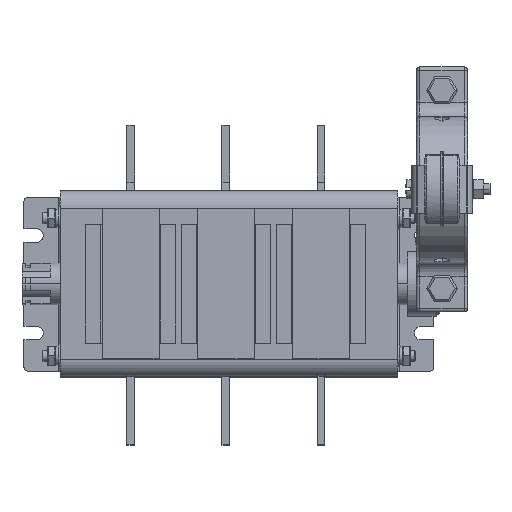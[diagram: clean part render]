
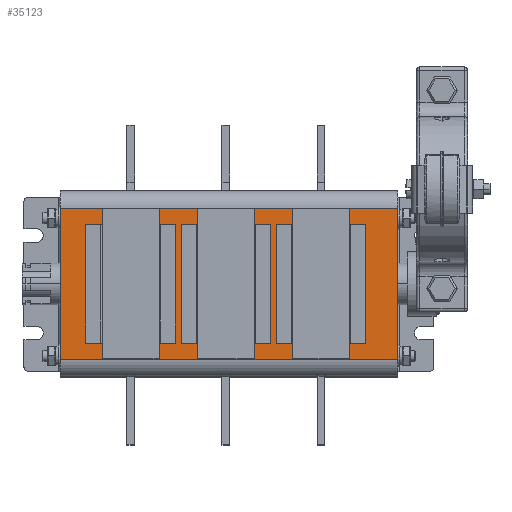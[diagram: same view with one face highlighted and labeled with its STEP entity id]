
A CAD part, top view. The second image highlights one B-rep face of the part: STEP entity #35123.
In plain terms, the highlighted planar face has unit normal (0, 0, 1).
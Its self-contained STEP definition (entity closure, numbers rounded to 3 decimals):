
#4 = VECTOR ( 'NONE', #30502, 1000. ) ;
#400 = CARTESIAN_POINT ( 'NONE',  ( -24.6, 30.5, 148.95 ) ) ;
#603 = VERTEX_POINT ( 'NONE', #26037 ) ;
#895 = VERTEX_POINT ( 'NONE', #14430 ) ;
#1202 = EDGE_CURVE ( 'NONE', #20465, #15552, #2325, .T. ) ;
#1248 = VERTEX_POINT ( 'NONE', #1918 ) ;
#1507 = FACE_OUTER_BOUND ( 'NONE', #37047, .T. ) ;
#1680 = VERTEX_POINT ( 'NONE', #400 ) ;
#1918 = CARTESIAN_POINT ( 'NONE',  ( 21.4, 30.5, 148.95 ) ) ;
#2104 = LINE ( 'NONE', #26971, #7839 ) ;
#2325 = LINE ( 'NONE', #30211, #18684 ) ;
#2344 = EDGE_CURVE ( 'NONE', #1680, #895, #11550, .T. ) ;
#2516 = ORIENTED_EDGE ( 'NONE', *, *, #10287, .F. ) ;
#2754 = VECTOR ( 'NONE', #24410, 1000. ) ;
#3195 = CARTESIAN_POINT ( 'NONE',  ( 21.4, -30.5, 148.95 ) ) ;
#3531 = VECTOR ( 'NONE', #14977, 1000. ) ;
#3904 = LINE ( 'NONE', #31215, #23916 ) ;
#4065 = CARTESIAN_POINT ( 'NONE',  ( -73.6, 30.5, 148.95 ) ) ;
#4199 = LINE ( 'NONE', #16432, #6419 ) ;
#4912 = CARTESIAN_POINT ( 'NONE',  ( 86.9, -47.9, 148.95 ) ) ;
#5202 = EDGE_LOOP ( 'NONE', ( #2516, #31790, #26555, #33756 ) ) ;
#5342 = AXIS2_PLACEMENT_3D ( 'NONE', #26180, #13751, #21560 ) ;
#5488 = ORIENTED_EDGE ( 'NONE', *, *, #34912, .F. ) ;
#5744 = LINE ( 'NONE', #27216, #2754 ) ;
#6419 = VECTOR ( 'NONE', #10801, 1000. ) ;
#7014 = VECTOR ( 'NONE', #27999, 1000. ) ;
#7839 = VECTOR ( 'NONE', #29603, 1000. ) ;
#8126 = FACE_BOUND ( 'NONE', #5202, .T. ) ;
#8452 = VECTOR ( 'NONE', #29807, 1000. ) ;
#8948 = VECTOR ( 'NONE', #11500, 1000. ) ;
#9316 = VECTOR ( 'NONE', #25501, 1000. ) ;
#9344 = LINE ( 'NONE', #37448, #23270 ) ;
#9887 = DIRECTION ( 'NONE',  ( 1., 0., 0. ) ) ;
#9925 = ORIENTED_EDGE ( 'NONE', *, *, #35314, .F. ) ;
#10287 = EDGE_CURVE ( 'NONE', #15096, #10720, #5744, .T. ) ;
#10327 = EDGE_CURVE ( 'NONE', #29246, #1248, #9344, .T. ) ;
#10707 = DIRECTION ( 'NONE',  ( -1., 0., 0. ) ) ;
#10720 = VERTEX_POINT ( 'NONE', #4065 ) ;
#10801 = DIRECTION ( 'NONE',  ( -1., 0., 0. ) ) ;
#11002 = VERTEX_POINT ( 'NONE', #39539 ) ;
#11032 = CARTESIAN_POINT ( 'NONE',  ( 24.4, -30.5, 148.95 ) ) ;
#11360 = ORIENTED_EDGE ( 'NONE', *, *, #24660, .F. ) ;
#11366 = ORIENTED_EDGE ( 'NONE', *, *, #29969, .T. ) ;
#11377 = LINE ( 'NONE', #23624, #21341 ) ;
#11495 = VECTOR ( 'NONE', #10707, 1000. ) ;
#11500 = DIRECTION ( 'NONE',  ( 0., 1., 0. ) ) ;
#11550 = LINE ( 'NONE', #33052, #3531 ) ;
#13568 = CARTESIAN_POINT ( 'NONE',  ( -86.9, -38.9, 148.95 ) ) ;
#13751 = DIRECTION ( 'NONE',  ( 0., 0., -1. ) ) ;
#14137 = LINE ( 'NONE', #26379, #11495 ) ;
#14430 = CARTESIAN_POINT ( 'NONE',  ( -24.6, -30.5, 148.95 ) ) ;
#14906 = CARTESIAN_POINT ( 'NONE',  ( 70.4, 30.5, 148.95 ) ) ;
#14942 = CARTESIAN_POINT ( 'NONE',  ( 24.4, 30.5, 148.95 ) ) ;
#14977 = DIRECTION ( 'NONE',  ( 0., -1., 0. ) ) ;
#15018 = EDGE_CURVE ( 'NONE', #23606, #11002, #25357, .T. ) ;
#15096 = VERTEX_POINT ( 'NONE', #20125 ) ;
#15477 = EDGE_CURVE ( 'NONE', #10720, #23606, #16265, .T. ) ;
#15552 = VERTEX_POINT ( 'NONE', #11032 ) ;
#16265 = LINE ( 'NONE', #37952, #9316 ) ;
#16419 = VERTEX_POINT ( 'NONE', #14906 ) ;
#16432 = CARTESIAN_POINT ( 'NONE',  ( -24.6, 30.5, 148.95 ) ) ;
#16598 = VERTEX_POINT ( 'NONE', #36975 ) ;
#16745 = PLANE ( 'NONE',  #5342 ) ;
#16887 = EDGE_LOOP ( 'NONE', ( #24782, #37205, #25715, #18582 ) ) ;
#17364 = DIRECTION ( 'NONE',  ( 0., -1., 0. ) ) ;
#17454 = LINE ( 'NONE', #17659, #4 ) ;
#17659 = CARTESIAN_POINT ( 'NONE',  ( -27.6, -30.5, 148.95 ) ) ;
#17918 = CARTESIAN_POINT ( 'NONE',  ( -73.6, -30.5, 148.95 ) ) ;
#17922 = LINE ( 'NONE', #33187, #8948 ) ;
#18146 = ORIENTED_EDGE ( 'NONE', *, *, #27069, .T. ) ;
#18582 = ORIENTED_EDGE ( 'NONE', *, *, #2344, .F. ) ;
#18684 = VECTOR ( 'NONE', #17364, 1000. ) ;
#18700 = ORIENTED_EDGE ( 'NONE', *, *, #1202, .F. ) ;
#18802 = ORIENTED_EDGE ( 'NONE', *, *, #27102, .T. ) ;
#19520 = DIRECTION ( 'NONE',  ( 1., 0., 0. ) ) ;
#19529 = ORIENTED_EDGE ( 'NONE', *, *, #34744, .F. ) ;
#20125 = CARTESIAN_POINT ( 'NONE',  ( -27.6, 30.5, 148.95 ) ) ;
#20360 = FACE_BOUND ( 'NONE', #38853, .T. ) ;
#20465 = VERTEX_POINT ( 'NONE', #14942 ) ;
#21341 = VECTOR ( 'NONE', #35875, 1000. ) ;
#21560 = DIRECTION ( 'NONE',  ( -1., 0., 0. ) ) ;
#23270 = VECTOR ( 'NONE', #34245, 1000. ) ;
#23413 = VECTOR ( 'NONE', #9887, 1000. ) ;
#23606 = VERTEX_POINT ( 'NONE', #17918 ) ;
#23624 = CARTESIAN_POINT ( 'NONE',  ( 24.4, 30.5, 148.95 ) ) ;
#23916 = VECTOR ( 'NONE', #34621, 1000. ) ;
#24410 = DIRECTION ( 'NONE',  ( -1., 0., 0. ) ) ;
#24660 = EDGE_CURVE ( 'NONE', #603, #16419, #17922, .T. ) ;
#24782 = ORIENTED_EDGE ( 'NONE', *, *, #25353, .F. ) ;
#25353 = EDGE_CURVE ( 'NONE', #1248, #1680, #4199, .T. ) ;
#25357 = LINE ( 'NONE', #37600, #23413 ) ;
#25501 = DIRECTION ( 'NONE',  ( 0., -1., 0. ) ) ;
#25588 = LINE ( 'NONE', #34615, #7014 ) ;
#25715 = ORIENTED_EDGE ( 'NONE', *, *, #29755, .F. ) ;
#26037 = CARTESIAN_POINT ( 'NONE',  ( 70.4, -30.5, 148.95 ) ) ;
#26180 = CARTESIAN_POINT ( 'NONE',  ( 225.311, -47.9, 148.95 ) ) ;
#26379 = CARTESIAN_POINT ( 'NONE',  ( 225.311, 38.9, 148.95 ) ) ;
#26555 = ORIENTED_EDGE ( 'NONE', *, *, #15018, .F. ) ;
#26971 = CARTESIAN_POINT ( 'NONE',  ( 225.311, -38.9, 148.95 ) ) ;
#27069 = EDGE_CURVE ( 'NONE', #32192, #16598, #27174, .T. ) ;
#27102 = EDGE_CURVE ( 'NONE', #39487, #32192, #2104, .T. ) ;
#27174 = LINE ( 'NONE', #4912, #8452 ) ;
#27216 = CARTESIAN_POINT ( 'NONE',  ( -73.6, 30.5, 148.95 ) ) ;
#27999 = DIRECTION ( 'NONE',  ( 1., 0., 0. ) ) ;
#28409 = VERTEX_POINT ( 'NONE', #36246 ) ;
#28990 = FACE_BOUND ( 'NONE', #16887, .T. ) ;
#29246 = VERTEX_POINT ( 'NONE', #3195 ) ;
#29603 = DIRECTION ( 'NONE',  ( 1., 0., 0. ) ) ;
#29755 = EDGE_CURVE ( 'NONE', #895, #29246, #25588, .T. ) ;
#29807 = DIRECTION ( 'NONE',  ( 0., 1., 0. ) ) ;
#29969 = EDGE_CURVE ( 'NONE', #16598, #28409, #14137, .T. ) ;
#30211 = CARTESIAN_POINT ( 'NONE',  ( 24.4, -30.5, 148.95 ) ) ;
#30502 = DIRECTION ( 'NONE',  ( 0., 1., 0. ) ) ;
#31215 = CARTESIAN_POINT ( 'NONE',  ( -86.9, -47.9, 148.95 ) ) ;
#31790 = ORIENTED_EDGE ( 'NONE', *, *, #31837, .F. ) ;
#31837 = EDGE_CURVE ( 'NONE', #11002, #15096, #17454, .T. ) ;
#32192 = VERTEX_POINT ( 'NONE', #33079 ) ;
#33052 = CARTESIAN_POINT ( 'NONE',  ( -24.6, -30.5, 148.95 ) ) ;
#33079 = CARTESIAN_POINT ( 'NONE',  ( 86.9, -38.9, 148.95 ) ) ;
#33187 = CARTESIAN_POINT ( 'NONE',  ( 70.4, -30.5, 148.95 ) ) ;
#33756 = ORIENTED_EDGE ( 'NONE', *, *, #15477, .F. ) ;
#33989 = CARTESIAN_POINT ( 'NONE',  ( 24.4, -30.5, 148.95 ) ) ;
#34245 = DIRECTION ( 'NONE',  ( 0., 1., 0. ) ) ;
#34572 = LINE ( 'NONE', #33989, #36140 ) ;
#34615 = CARTESIAN_POINT ( 'NONE',  ( -24.6, -30.5, 148.95 ) ) ;
#34621 = DIRECTION ( 'NONE',  ( 0., 1., 0. ) ) ;
#34744 = EDGE_CURVE ( 'NONE', #16419, #20465, #11377, .T. ) ;
#34912 = EDGE_CURVE ( 'NONE', #39487, #28409, #3904, .T. ) ;
#35123 = ADVANCED_FACE ( 'NONE', ( #8126, #20360, #28990, #1507 ), #16745, .F. ) ;
#35314 = EDGE_CURVE ( 'NONE', #15552, #603, #34572, .T. ) ;
#35875 = DIRECTION ( 'NONE',  ( -1., 0., 0. ) ) ;
#36140 = VECTOR ( 'NONE', #19520, 1000. ) ;
#36246 = CARTESIAN_POINT ( 'NONE',  ( -86.9, 38.9, 148.95 ) ) ;
#36975 = CARTESIAN_POINT ( 'NONE',  ( 86.9, 38.9, 148.95 ) ) ;
#37047 = EDGE_LOOP ( 'NONE', ( #18146, #11366, #5488, #18802 ) ) ;
#37205 = ORIENTED_EDGE ( 'NONE', *, *, #10327, .F. ) ;
#37448 = CARTESIAN_POINT ( 'NONE',  ( 21.4, -30.5, 148.95 ) ) ;
#37600 = CARTESIAN_POINT ( 'NONE',  ( -73.6, -30.5, 148.95 ) ) ;
#37952 = CARTESIAN_POINT ( 'NONE',  ( -73.6, -30.5, 148.95 ) ) ;
#38853 = EDGE_LOOP ( 'NONE', ( #19529, #11360, #9925, #18700 ) ) ;
#39487 = VERTEX_POINT ( 'NONE', #13568 ) ;
#39539 = CARTESIAN_POINT ( 'NONE',  ( -27.6, -30.5, 148.95 ) ) ;
